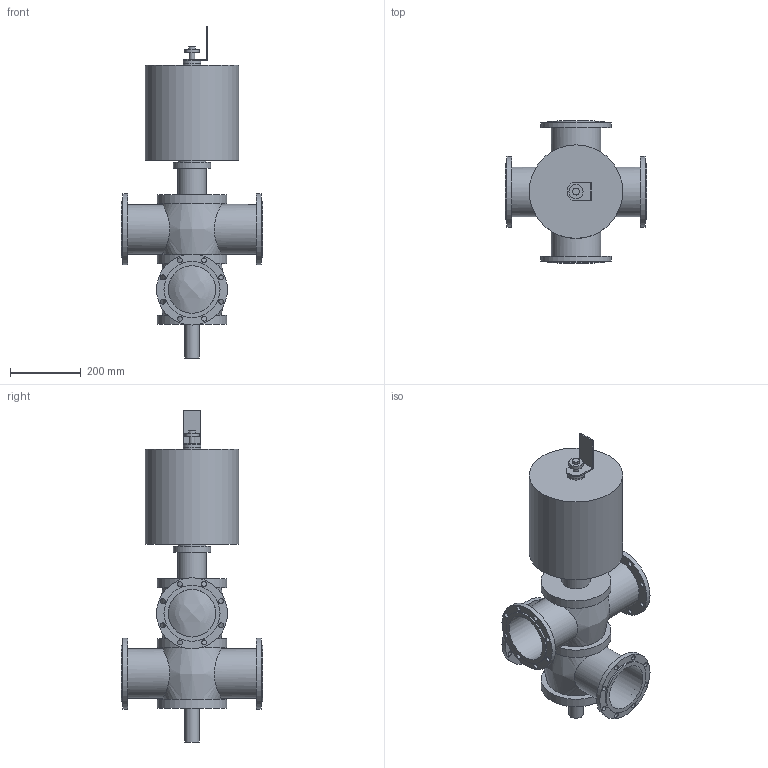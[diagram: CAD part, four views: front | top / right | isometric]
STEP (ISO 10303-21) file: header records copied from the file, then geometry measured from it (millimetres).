
FILE_DESCRIPTION(/* description */ (''),/* implementation_level */ '2;1');
FILE_NAME(/* name */ 'DUC2D_50.stp',/* time_stamp */ '2021-08-23T10:31:11+09:00',/* author */ ('m'),/* organization */ (''),/* preprocessor_version */ 'ST-DEVELOPER v18.1',/* originating_system */ 'Autodesk Inventor 2021',/* authorisation */ '');
FILE_SCHEMA (('AUTOMOTIVE_DESIGN { 1 0 10303 214 3 1 1 }'));
Length unit declared in the file: millimetre
Products named in the file (3): DUC2D_50; DUC2D25MJ000-1P(GR)-TXT-TXT--304-E9D-50; SQLS [SW=0]
Assembly tree (2 placements, depth 2):
  DUC2D_50
    DUC2D25MJ000-1P(GR)-TXT-TXT--304-E9D-50
    SQLS [SW=0]
Bounding box: 400 x 400 x 935.7 mm (x, y, z)
Volume: 26516168.2 mm3; surface area: 1291876.9 mm2
Topology: 2 solids, 2 shells, 108 faces, 230 edges, 154 vertices
Faces by surface type: cylinder 62, plane 40, bspline 6
Full cylindrical faces by diameter (mm): 14 x32, 16 x1, 19.5 x1, 34 x1, 40 x2, 50 x2, 80 x2, 105 x1, 133.8 x4, 139.8 x4, 157.9 x4, 196.5 x3, 200 x4, 263.5 x1
Entity records: 3682 total; most frequent: CARTESIAN_POINT 1025, DIRECTION 549, ORIENTED_EDGE 460, EDGE_CURVE 230, AXIS2_PLACEMENT_3D 230, EDGE_LOOP 200, VERTEX_POINT 154, CIRCLE 123
